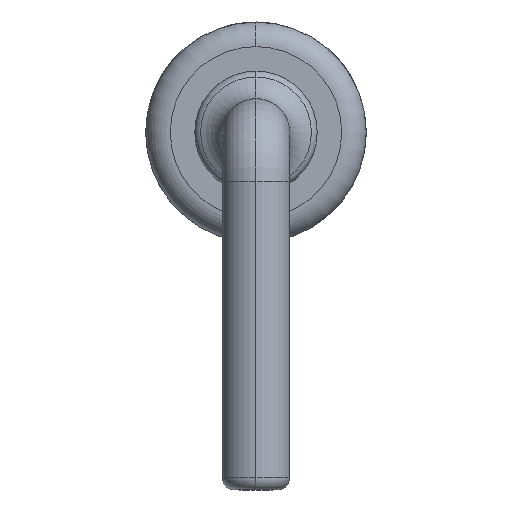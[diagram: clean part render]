
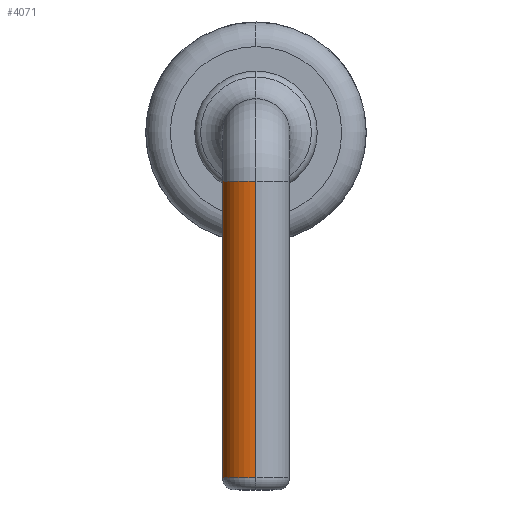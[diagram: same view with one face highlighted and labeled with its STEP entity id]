
A CAD part, left-side view. The second image highlights one B-rep face of the part: STEP entity #4071.
In plain terms, the highlighted cylindrical face has radius 0.275 mm (diameter 0.55 mm), a partial arc.
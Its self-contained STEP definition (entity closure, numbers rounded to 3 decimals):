
#255 = ORIENTED_EDGE ( 'NONE', *, *, #4982, .T. ) ;
#437 = EDGE_CURVE ( 'NONE', #1473, #4821, #3196, .T. ) ;
#523 = EDGE_CURVE ( 'NONE', #2567, #4821, #4084, .T. ) ;
#629 = CARTESIAN_POINT ( 'NONE',  ( -6.075, 0., -1.9 ) ) ;
#1016 = ORIENTED_EDGE ( 'NONE', *, *, #1446, .F. ) ;
#1322 = CARTESIAN_POINT ( 'NONE',  ( -6.625, 0., 0.52 ) ) ;
#1445 = VECTOR ( 'NONE', #3271, 1000. ) ;
#1446 = EDGE_CURVE ( 'NONE', #3209, #1473, #4439, .T. ) ;
#1473 = VERTEX_POINT ( 'NONE', #1322 ) ;
#1499 = EDGE_LOOP ( 'NONE', ( #1016, #255, #2883, #1656 ) ) ;
#1656 = ORIENTED_EDGE ( 'NONE', *, *, #437, .F. ) ;
#1823 = CYLINDRICAL_SURFACE ( 'NONE', #2020, 0.275 ) ;
#1842 = DIRECTION ( 'NONE',  ( 1., 0., 0. ) ) ;
#1852 = FACE_OUTER_BOUND ( 'NONE', #1499, .T. ) ;
#1861 = DIRECTION ( 'NONE',  ( 0., 0., 1. ) ) ;
#2020 = AXIS2_PLACEMENT_3D ( 'NONE', #5310, #2361, #5796 ) ;
#2066 = VECTOR ( 'NONE', #3543, 1000. ) ;
#2318 = CARTESIAN_POINT ( 'NONE',  ( -6.35, 0., 0.52 ) ) ;
#2361 = DIRECTION ( 'NONE',  ( 0., 0., -1. ) ) ;
#2567 = VERTEX_POINT ( 'NONE', #629 ) ;
#2601 = CARTESIAN_POINT ( 'NONE',  ( -6.625, 0., 0.52 ) ) ;
#2883 = ORIENTED_EDGE ( 'NONE', *, *, #523, .T. ) ;
#3196 = LINE ( 'NONE', #2601, #2066 ) ;
#3209 = VERTEX_POINT ( 'NONE', #4929 ) ;
#3271 = DIRECTION ( 'NONE',  ( 0., 0., -1. ) ) ;
#3543 = DIRECTION ( 'NONE',  ( 0., 0., -1. ) ) ;
#3573 = AXIS2_PLACEMENT_3D ( 'NONE', #4660, #1861, #5630 ) ;
#3702 = DIRECTION ( 'NONE',  ( 0., 0., 1. ) ) ;
#3940 = AXIS2_PLACEMENT_3D ( 'NONE', #2318, #3702, #1842 ) ;
#4071 = ADVANCED_FACE ( 'NONE', ( #1852 ), #1823, .T. ) ;
#4084 = CIRCLE ( 'NONE', #3573, 0.275 ) ;
#4112 = CARTESIAN_POINT ( 'NONE',  ( -6.625, 0., -1.9 ) ) ;
#4439 = CIRCLE ( 'NONE', #3940, 0.275 ) ;
#4660 = CARTESIAN_POINT ( 'NONE',  ( -6.35, 0., -1.9 ) ) ;
#4821 = VERTEX_POINT ( 'NONE', #4112 ) ;
#4929 = CARTESIAN_POINT ( 'NONE',  ( -6.075, 0., 0.52 ) ) ;
#4982 = EDGE_CURVE ( 'NONE', #3209, #2567, #6133, .T. ) ;
#5183 = CARTESIAN_POINT ( 'NONE',  ( -6.075, 0., 0.52 ) ) ;
#5310 = CARTESIAN_POINT ( 'NONE',  ( -6.35, 0., 0.52 ) ) ;
#5630 = DIRECTION ( 'NONE',  ( 1., 0., 0. ) ) ;
#5796 = DIRECTION ( 'NONE',  ( -1., 0., 0. ) ) ;
#6133 = LINE ( 'NONE', #5183, #1445 ) ;
